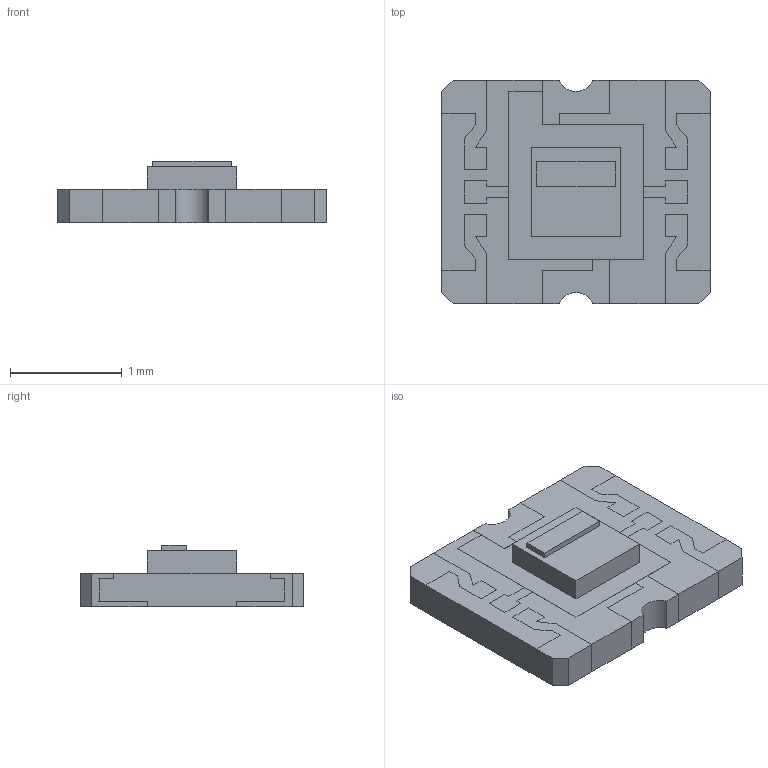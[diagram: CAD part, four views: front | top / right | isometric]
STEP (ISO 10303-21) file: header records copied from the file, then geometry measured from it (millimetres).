
FILE_DESCRIPTION (( 'STEP AP214' ), '1' );
FILE_NAME ('User Library-Broadcom_Avago_APDS-9007-020_Body.STEP', '2021-02-01T09:22:36', ( '' ), ( '' ), 'SwSTEP 2.0', 'SolidWorks 2020', '' );
FILE_SCHEMA (( 'AUTOMOTIVE_DESIGN' ));
Length unit declared in the file: centimetre
Products named in the file (1): User Library-Broadcom_Avago_APDS-9007-020_Body
Bounding box: 2.4 x 2 x 0.55 mm (x, y, z)
Volume: 1.6 mm3; surface area: 25.5 mm2
Topology: 12 solids, 12 shells, 272 faces, 744 edges, 496 vertices
Faces by surface type: plane 266, cylinder 6
Entity records: 8573 total; most frequent: CARTESIAN_POINT 1513, ORIENTED_EDGE 1488, DIRECTION 1302, EDGE_CURVE 744, LINE 732, VECTOR 732, VERTEX_POINT 496, AXIS2_PLACEMENT_3D 285
